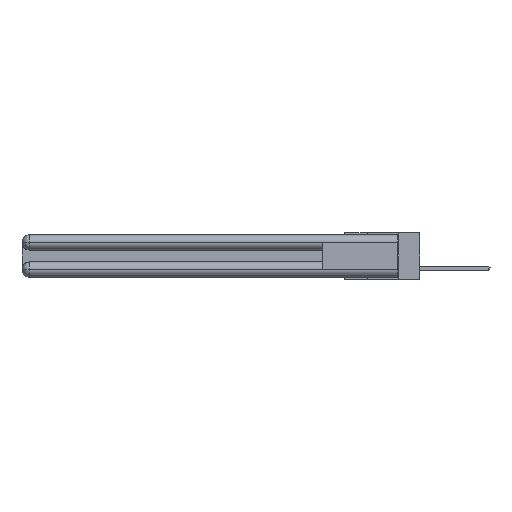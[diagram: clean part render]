
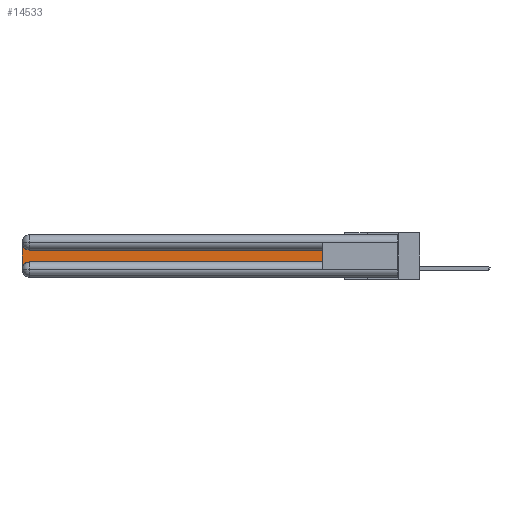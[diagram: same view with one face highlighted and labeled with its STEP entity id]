
A CAD part, left-side view. The second image highlights one B-rep face of the part: STEP entity #14533.
In plain terms, the highlighted planar face has unit normal (-1, 0, 0).
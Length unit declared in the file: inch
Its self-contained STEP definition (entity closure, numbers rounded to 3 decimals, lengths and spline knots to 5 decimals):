
#441 = ORIENTED_EDGE ( 'NONE', *, *, #16849, .T. ) ;
#807 = DIRECTION ( 'NONE',  ( 0., 0., -1. ) ) ;
#1058 = VERTEX_POINT ( 'NONE', #7050 ) ;
#1063 = DIRECTION ( 'NONE',  ( 1., 0., 0. ) ) ;
#2290 = CARTESIAN_POINT ( 'NONE',  ( 0.075, 0.6, -0.2175 ) ) ;
#2519 = VERTEX_POINT ( 'NONE', #22779 ) ;
#2556 = AXIS2_PLACEMENT_3D ( 'NONE', #7676, #12191, #807 ) ;
#2843 = VECTOR ( 'NONE', #14029, 39.37008 ) ;
#4227 = VERTEX_POINT ( 'NONE', #10908 ) ;
#4246 = DIRECTION ( 'NONE',  ( 0., -1., 0. ) ) ;
#4883 = CARTESIAN_POINT ( 'NONE',  ( 0.075, 0.6, -0.1225 ) ) ;
#5133 = CARTESIAN_POINT ( 'NONE',  ( 0.075, 0.6, -0.2175 ) ) ;
#5325 = DIRECTION ( 'NONE',  ( 0., 0., 1. ) ) ;
#5383 = EDGE_LOOP ( 'NONE', ( #9182, #7344, #441, #15810, #23905, #17612 ) ) ;
#5669 = DIRECTION ( 'NONE',  ( 0., 0., -1. ) ) ;
#6625 = LINE ( 'NONE', #2290, #16442 ) ;
#7050 = CARTESIAN_POINT ( 'NONE',  ( 0.075, 3., -0.0625 ) ) ;
#7344 = ORIENTED_EDGE ( 'NONE', *, *, #28025, .T. ) ;
#7614 = AXIS2_PLACEMENT_3D ( 'NONE', #14387, #1063, #5669 ) ;
#7676 = CARTESIAN_POINT ( 'NONE',  ( 0.075, 2.94, -0.2775 ) ) ;
#7871 = EDGE_CURVE ( 'NONE', #17305, #2519, #13822, .T. ) ;
#7962 = EDGE_CURVE ( 'NONE', #4227, #24128, #6625, .T. ) ;
#9182 = ORIENTED_EDGE ( 'NONE', *, *, #7871, .T. ) ;
#9953 = VERTEX_POINT ( 'NONE', #23293 ) ;
#10908 = CARTESIAN_POINT ( 'NONE',  ( 0.075, 2.94, -0.2175 ) ) ;
#12191 = DIRECTION ( 'NONE',  ( 1., 0., 0. ) ) ;
#12245 = CARTESIAN_POINT ( 'NONE',  ( 0.075, 0.6, -0.1225 ) ) ;
#12739 = EDGE_CURVE ( 'NONE', #24128, #17305, #22577, .T. ) ;
#13721 = LINE ( 'NONE', #13840, #2843 ) ;
#13822 = LINE ( 'NONE', #4883, #18043 ) ;
#13840 = CARTESIAN_POINT ( 'NONE',  ( 0.075, 3., -0.2175 ) ) ;
#14029 = DIRECTION ( 'NONE',  ( 0., 0., -1. ) ) ;
#14387 = CARTESIAN_POINT ( 'NONE',  ( 0.075, 3., -0.1225 ) ) ;
#14533 = ADVANCED_FACE ( 'NONE', ( #26841 ), #25696, .F. ) ;
#15810 = ORIENTED_EDGE ( 'NONE', *, *, #25856, .T. ) ;
#16442 = VECTOR ( 'NONE', #4246, 39.37008 ) ;
#16849 = EDGE_CURVE ( 'NONE', #1058, #9953, #13721, .T. ) ;
#17305 = VERTEX_POINT ( 'NONE', #12245 ) ;
#17612 = ORIENTED_EDGE ( 'NONE', *, *, #12739, .T. ) ;
#18043 = VECTOR ( 'NONE', #25456, 39.37008 ) ;
#18277 = DIRECTION ( 'NONE',  ( 1., 0., 0. ) ) ;
#18869 = CIRCLE ( 'NONE', #20234, 0.06 ) ;
#20234 = AXIS2_PLACEMENT_3D ( 'NONE', #27237, #18277, #27422 ) ;
#22577 = LINE ( 'NONE', #5133, #27144 ) ;
#22779 = CARTESIAN_POINT ( 'NONE',  ( 0.075, 2.94, -0.1225 ) ) ;
#23293 = CARTESIAN_POINT ( 'NONE',  ( 0.075, 3., -0.2775 ) ) ;
#23905 = ORIENTED_EDGE ( 'NONE', *, *, #7962, .T. ) ;
#24128 = VERTEX_POINT ( 'NONE', #26623 ) ;
#25456 = DIRECTION ( 'NONE',  ( 0., 1., 0. ) ) ;
#25696 = PLANE ( 'NONE',  #7614 ) ;
#25856 = EDGE_CURVE ( 'NONE', #9953, #4227, #28524, .T. ) ;
#26623 = CARTESIAN_POINT ( 'NONE',  ( 0.075, 0.6, -0.2175 ) ) ;
#26841 = FACE_OUTER_BOUND ( 'NONE', #5383, .T. ) ;
#27144 = VECTOR ( 'NONE', #5325, 39.37008 ) ;
#27237 = CARTESIAN_POINT ( 'NONE',  ( 0.075, 2.94, -0.0625 ) ) ;
#27422 = DIRECTION ( 'NONE',  ( 0., 0., -1. ) ) ;
#28025 = EDGE_CURVE ( 'NONE', #2519, #1058, #18869, .T. ) ;
#28524 = CIRCLE ( 'NONE', #2556, 0.06 ) ;
